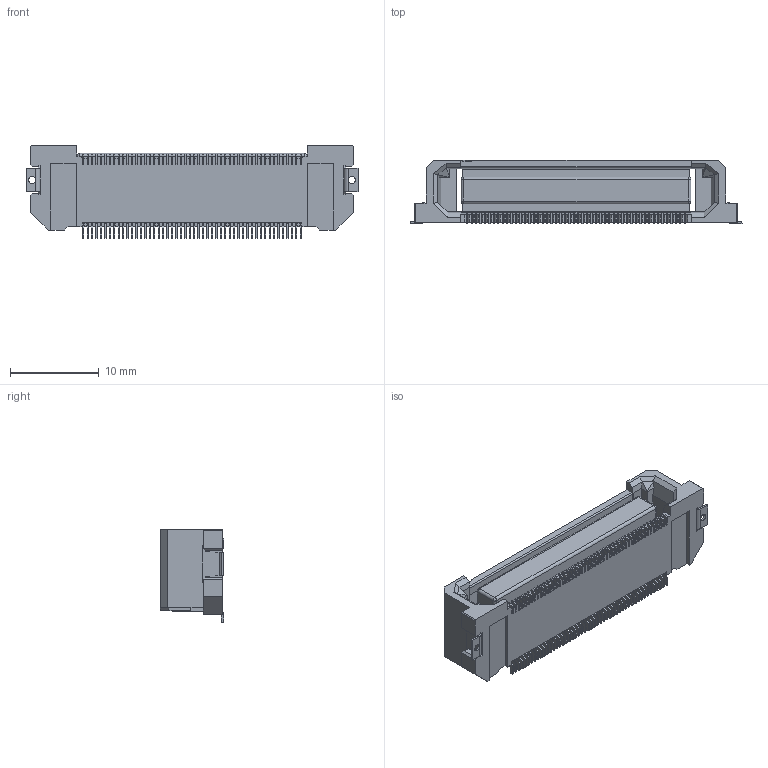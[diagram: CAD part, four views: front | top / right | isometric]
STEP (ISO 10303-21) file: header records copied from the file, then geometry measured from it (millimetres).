
FILE_DESCRIPTION(('CoCreate Modeling STEP Export'),'2;1');
FILE_NAME('FX20-100S-0.5SH.stp','2013-07-20T14:27:06',(''),(''),'CoCreate Modeling STEP processor for AP214 (Solid Model)','CoCreate Modeling 17.0 01-Apr-2010 (C) Parametric Technology GmbH','');
FILE_SCHEMA(('AUTOMOTIVE_DESIGN { 1 0 10303 214 1 1 1 1 }'));
Products named in the file (1): FX20-100S-0.5SH
Bounding box: 37.4 x 7.15 x 10.4 mm (x, y, z)
Volume: 1512.7 mm3; surface area: 2514.4 mm2
Topology: 1 solids, 1 shells, 3094 faces, 8934 edges, 5939 vertices
Faces by surface type: plane 2623, cylinder 467, sphere 4
Entity records: 98705 total; most frequent: ORIENTED_EDGE 17860, CARTESIAN_POINT 17598, DIRECTION 15535, EDGE_CURVE 8930, VECTOR 7783, LINE 7783, VERTEX_POINT 5939, AXIS2_PLACEMENT_3D 3876
